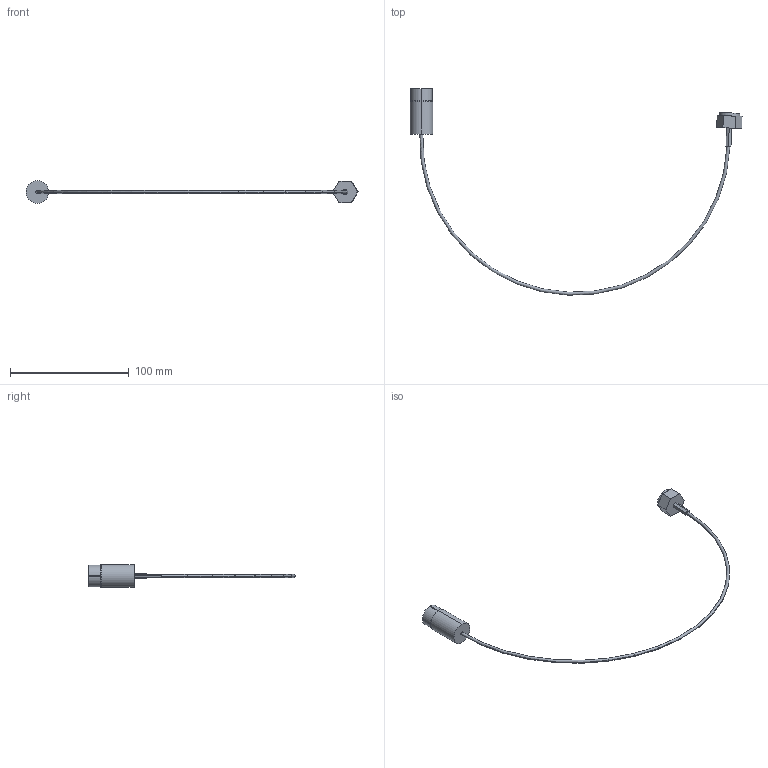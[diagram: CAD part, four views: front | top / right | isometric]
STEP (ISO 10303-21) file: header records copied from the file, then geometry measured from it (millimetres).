
FILE_DESCRIPTION (( 'STEP AP203' ), '1' );
FILE_NAME ('A7302-5-CN.STEP', '2013-11-19T12:57:07', ( '' ), ( '' ), 'SwSTEP 2.0', 'SolidWorks 2012', '' );
FILE_SCHEMA (( 'CONFIG_CONTROL_DESIGN' ));
Length unit declared in the file: inch
Products named in the file (1): A7302-5-CN
Bounding box: 279.02 x 173.47 x 19.05 mm (x, y, z)
Volume: 11090.6 mm3; surface area: 9430 mm2
Topology: 1 solids, 1 shells, 58 faces, 145 edges, 94 vertices
Faces by surface type: plane 33, cylinder 18, torus 5, sphere 2
Entity records: 1927 total; most frequent: CARTESIAN_POINT 432, DIRECTION 306, ORIENTED_EDGE 284, EDGE_CURVE 142, AXIS2_PLACEMENT_3D 112, VERTEX_POINT 92, VECTOR 82, LINE 82
